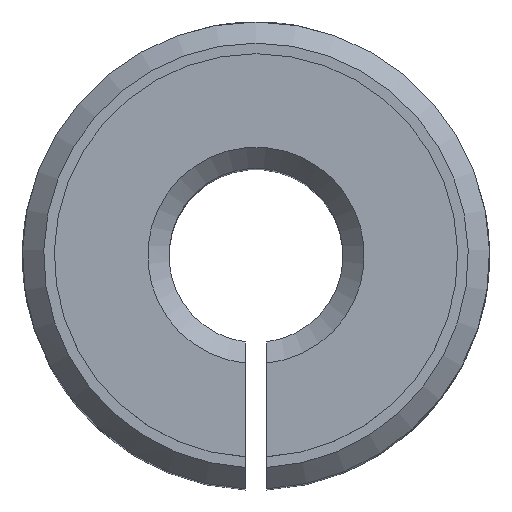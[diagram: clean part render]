
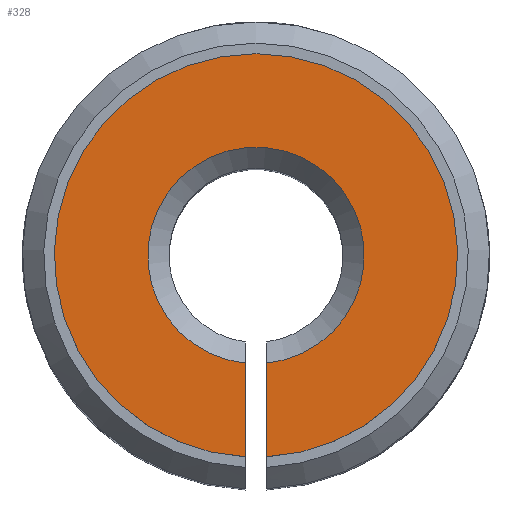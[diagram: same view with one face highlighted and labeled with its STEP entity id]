
A CAD part, top view. The second image highlights one B-rep face of the part: STEP entity #328.
In plain terms, the highlighted planar face has unit normal (0, 0, 1).
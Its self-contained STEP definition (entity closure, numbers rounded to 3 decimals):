
#74 = VERTEX_POINT('',#75);
#75 = CARTESIAN_POINT('',(-0.5,-5.075,18.9));
#82 = EDGE_CURVE('',#83,#74,#85,.T.);
#83 = VERTEX_POINT('',#84);
#84 = CARTESIAN_POINT('',(-0.5,-9.487,18.9));
#85 = LINE('',#86,#87);
#86 = CARTESIAN_POINT('',(-0.5,-9.487,18.9));
#87 = VECTOR('',#88,1.);
#88 = DIRECTION('',(0.,1.,0.));
#237 = VERTEX_POINT('',#238);
#238 = CARTESIAN_POINT('',(0.5,-9.487,18.9));
#244 = EDGE_CURVE('',#237,#245,#247,.T.);
#245 = VERTEX_POINT('',#246);
#246 = CARTESIAN_POINT('',(0.5,-5.075,18.9));
#247 = LINE('',#248,#249);
#248 = CARTESIAN_POINT('',(0.5,-9.487,18.9));
#249 = VECTOR('',#250,1.);
#250 = DIRECTION('',(0.,1.,0.));
#317 = EDGE_CURVE('',#245,#74,#318,.T.);
#318 = CIRCLE('',#319,5.1);
#319 = AXIS2_PLACEMENT_3D('',#320,#321,#322);
#320 = CARTESIAN_POINT('',(0.,0.,18.9));
#321 = DIRECTION('',(-0.,0.,1.));
#322 = DIRECTION('',(0.122,-0.993,0.));
#328 = ADVANCED_FACE('',(#329),#341,.T.);
#329 = FACE_BOUND('',#330,.T.);
#330 = EDGE_LOOP('',(#331,#332,#333,#334));
#331 = ORIENTED_EDGE('',*,*,#82,.T.);
#332 = ORIENTED_EDGE('',*,*,#317,.F.);
#333 = ORIENTED_EDGE('',*,*,#244,.F.);
#334 = ORIENTED_EDGE('',*,*,#335,.T.);
#335 = EDGE_CURVE('',#237,#83,#336,.T.);
#336 = CIRCLE('',#337,9.5);
#337 = AXIS2_PLACEMENT_3D('',#338,#339,#340);
#338 = CARTESIAN_POINT('',(0.,0.,18.9));
#339 = DIRECTION('',(0.,0.,1.));
#340 = DIRECTION('',(1.,0.,0.));
#341 = PLANE('',#342);
#342 = AXIS2_PLACEMENT_3D('',#343,#344,#345);
#343 = CARTESIAN_POINT('',(0.,-0.825,18.9));
#344 = DIRECTION('',(0.,0.,1.));
#345 = DIRECTION('',(1.,0.,0.));
